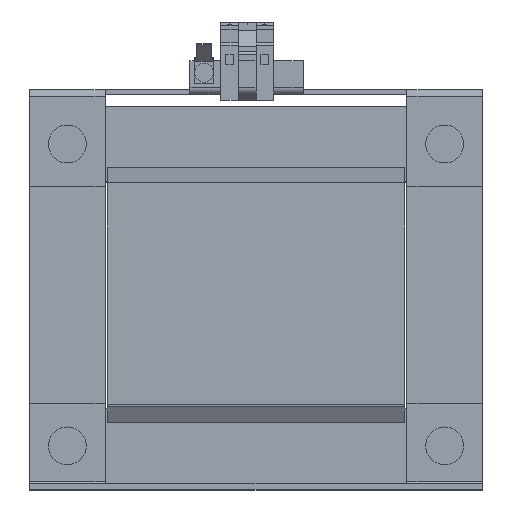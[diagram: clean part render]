
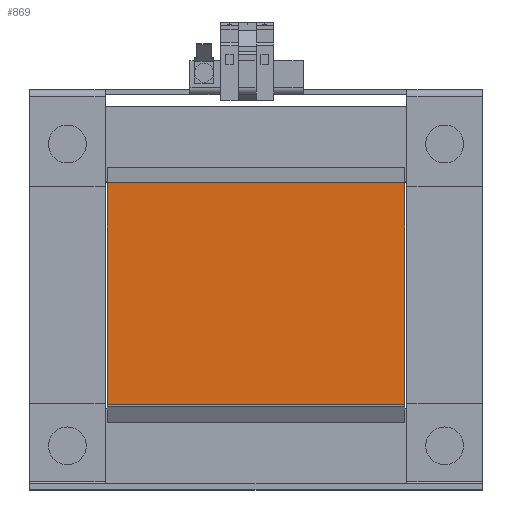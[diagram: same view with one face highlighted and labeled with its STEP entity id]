
A CAD part, top view. The second image highlights one B-rep face of the part: STEP entity #869.
In plain terms, the highlighted planar face has unit normal (0, 0, 1).
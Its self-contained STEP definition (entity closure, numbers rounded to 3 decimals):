
#331 = ORIENTED_EDGE ( 'NONE', *, *, #7561, .T. ) ;
#869 = ADVANCED_FACE ( 'NONE', ( #4297 ), #7407, .F. ) ;
#1229 = CARTESIAN_POINT ( 'NONE',  ( -63., -46.529, 68.971 ) ) ;
#1852 = VECTOR ( 'NONE', #7738, 1000. ) ;
#1856 = CARTESIAN_POINT ( 'NONE',  ( 63., -46.529, 68.971 ) ) ;
#2830 = ORIENTED_EDGE ( 'NONE', *, *, #8051, .F. ) ;
#3294 = VECTOR ( 'NONE', #10135, 1000. ) ;
#3307 = CARTESIAN_POINT ( 'NONE',  ( 63., -46.529, 68.971 ) ) ;
#3448 = LINE ( 'NONE', #1856, #10865 ) ;
#4115 = CARTESIAN_POINT ( 'NONE',  ( -63., 47.471, 68.971 ) ) ;
#4124 = VERTEX_POINT ( 'NONE', #4115 ) ;
#4230 = CARTESIAN_POINT ( 'NONE',  ( 63., -46.529, 68.971 ) ) ;
#4297 = FACE_OUTER_BOUND ( 'NONE', #9512, .T. ) ;
#4530 = VERTEX_POINT ( 'NONE', #8969 ) ;
#4787 = LINE ( 'NONE', #10276, #1852 ) ;
#5055 = ORIENTED_EDGE ( 'NONE', *, *, #8912, .F. ) ;
#6284 = VERTEX_POINT ( 'NONE', #7943 ) ;
#6589 = DIRECTION ( 'NONE',  ( 0., 1., 0. ) ) ;
#7094 = DIRECTION ( 'NONE',  ( -1., 0., 0. ) ) ;
#7407 = PLANE ( 'NONE',  #8010 ) ;
#7415 = EDGE_CURVE ( 'NONE', #6284, #4124, #4787, .T. ) ;
#7561 = EDGE_CURVE ( 'NONE', #4124, #4530, #9000, .T. ) ;
#7738 = DIRECTION ( 'NONE',  ( -1., 0., 0. ) ) ;
#7943 = CARTESIAN_POINT ( 'NONE',  ( 63., 47.471, 68.971 ) ) ;
#8010 = AXIS2_PLACEMENT_3D ( 'NONE', #3307, #8297, #6589 ) ;
#8051 = EDGE_CURVE ( 'NONE', #10297, #4530, #3448, .T. ) ;
#8084 = VECTOR ( 'NONE', #9719, 1000. ) ;
#8297 = DIRECTION ( 'NONE',  ( 0., 0., -1. ) ) ;
#8576 = LINE ( 'NONE', #4230, #3294 ) ;
#8912 = EDGE_CURVE ( 'NONE', #6284, #10297, #8576, .T. ) ;
#8969 = CARTESIAN_POINT ( 'NONE',  ( -63., -46.529, 68.971 ) ) ;
#9000 = LINE ( 'NONE', #1229, #8084 ) ;
#9031 = CARTESIAN_POINT ( 'NONE',  ( 63., -46.529, 68.971 ) ) ;
#9512 = EDGE_LOOP ( 'NONE', ( #331, #2830, #5055, #9762 ) ) ;
#9719 = DIRECTION ( 'NONE',  ( 0., -1., 0. ) ) ;
#9762 = ORIENTED_EDGE ( 'NONE', *, *, #7415, .T. ) ;
#10135 = DIRECTION ( 'NONE',  ( 0., -1., 0. ) ) ;
#10276 = CARTESIAN_POINT ( 'NONE',  ( 63., 47.471, 68.971 ) ) ;
#10297 = VERTEX_POINT ( 'NONE', #9031 ) ;
#10865 = VECTOR ( 'NONE', #7094, 1000. ) ;
